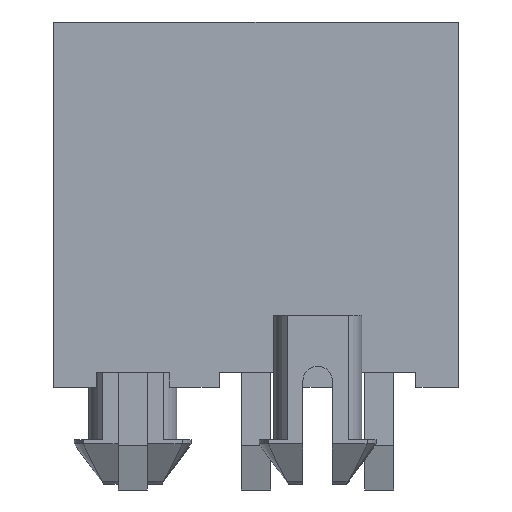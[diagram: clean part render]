
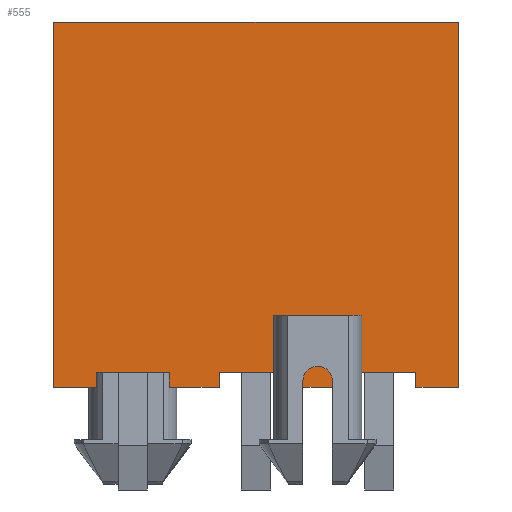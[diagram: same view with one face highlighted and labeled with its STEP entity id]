
A CAD part, front view. The second image highlights one B-rep face of the part: STEP entity #555.
In plain terms, the highlighted planar face has unit normal (0, -1, 0).
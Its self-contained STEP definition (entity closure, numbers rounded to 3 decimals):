
#48 = VERTEX_POINT('',#49);
#49 = CARTESIAN_POINT('',(-6.9,-3.575,12.45));
#55 = EDGE_CURVE('',#48,#56,#58,.T.);
#56 = VERTEX_POINT('',#57);
#57 = CARTESIAN_POINT('',(-6.9,-3.575,0.));
#58 = LINE('',#59,#60);
#59 = CARTESIAN_POINT('',(-6.9,-3.575,12.45));
#60 = VECTOR('',#61,1.);
#61 = DIRECTION('',(0.,0.,-1.));
#245 = VERTEX_POINT('',#246);
#246 = CARTESIAN_POINT('',(5.45,-3.575,0.));
#286 = VERTEX_POINT('',#287);
#287 = CARTESIAN_POINT('',(5.45,-3.575,0.5));
#293 = EDGE_CURVE('',#245,#286,#294,.T.);
#294 = LINE('',#295,#296);
#295 = CARTESIAN_POINT('',(5.45,-3.575,0.));
#296 = VECTOR('',#297,1.);
#297 = DIRECTION('',(0.,0.,1.));
#308 = EDGE_CURVE('',#309,#245,#311,.T.);
#309 = VERTEX_POINT('',#310);
#310 = CARTESIAN_POINT('',(6.9,-3.575,0.));
#311 = LINE('',#312,#313);
#312 = CARTESIAN_POINT('',(6.9,-3.575,0.));
#313 = VECTOR('',#314,1.);
#314 = DIRECTION('',(-1.,0.,0.));
#363 = VERTEX_POINT('',#364);
#364 = CARTESIAN_POINT('',(1.25,-3.575,0.));
#372 = EDGE_CURVE('',#373,#363,#375,.T.);
#373 = VERTEX_POINT('',#374);
#374 = CARTESIAN_POINT('',(2.95,-3.575,0.));
#375 = LINE('',#376,#377);
#376 = CARTESIAN_POINT('',(2.95,-3.575,0.));
#377 = VECTOR('',#378,1.);
#378 = DIRECTION('',(-1.,0.,0.));
#434 = VERTEX_POINT('',#435);
#435 = CARTESIAN_POINT('',(-5.45,-3.575,0.));
#450 = EDGE_CURVE('',#434,#56,#451,.T.);
#451 = LINE('',#452,#453);
#452 = CARTESIAN_POINT('',(-5.45,-3.575,0.));
#453 = VECTOR('',#454,1.);
#454 = DIRECTION('',(-1.,0.,0.));
#465 = VERTEX_POINT('',#466);
#466 = CARTESIAN_POINT('',(-2.95,-3.575,0.));
#474 = EDGE_CURVE('',#475,#465,#477,.T.);
#475 = VERTEX_POINT('',#476);
#476 = CARTESIAN_POINT('',(-1.25,-3.575,0.));
#477 = LINE('',#478,#479);
#478 = CARTESIAN_POINT('',(-1.25,-3.575,0.));
#479 = VECTOR('',#480,1.);
#480 = DIRECTION('',(-1.,0.,0.));
#555 = ADVANCED_FACE('',(#556,#636),#670,.T.);
#556 = FACE_BOUND('',#557,.F.);
#557 = EDGE_LOOP('',(#558,#566,#567,#568,#576,#582,#583,#584,#592,#598,
    #599,#607,#615,#621,#622,#630));
#558 = ORIENTED_EDGE('',*,*,#559,.F.);
#559 = EDGE_CURVE('',#434,#560,#562,.T.);
#560 = VERTEX_POINT('',#561);
#561 = CARTESIAN_POINT('',(-5.45,-3.575,0.5));
#562 = LINE('',#563,#564);
#563 = CARTESIAN_POINT('',(-5.45,-3.575,0.));
#564 = VECTOR('',#565,1.);
#565 = DIRECTION('',(0.,0.,1.));
#566 = ORIENTED_EDGE('',*,*,#450,.T.);
#567 = ORIENTED_EDGE('',*,*,#55,.F.);
#568 = ORIENTED_EDGE('',*,*,#569,.T.);
#569 = EDGE_CURVE('',#48,#570,#572,.T.);
#570 = VERTEX_POINT('',#571);
#571 = CARTESIAN_POINT('',(6.9,-3.575,12.45));
#572 = LINE('',#573,#574);
#573 = CARTESIAN_POINT('',(-6.9,-3.575,12.45));
#574 = VECTOR('',#575,1.);
#575 = DIRECTION('',(1.,0.,0.));
#576 = ORIENTED_EDGE('',*,*,#577,.T.);
#577 = EDGE_CURVE('',#570,#309,#578,.T.);
#578 = LINE('',#579,#580);
#579 = CARTESIAN_POINT('',(6.9,-3.575,12.45));
#580 = VECTOR('',#581,1.);
#581 = DIRECTION('',(0.,0.,-1.));
#582 = ORIENTED_EDGE('',*,*,#308,.T.);
#583 = ORIENTED_EDGE('',*,*,#293,.T.);
#584 = ORIENTED_EDGE('',*,*,#585,.T.);
#585 = EDGE_CURVE('',#286,#586,#588,.T.);
#586 = VERTEX_POINT('',#587);
#587 = CARTESIAN_POINT('',(2.95,-3.575,0.5));
#588 = LINE('',#589,#590);
#589 = CARTESIAN_POINT('',(5.45,-3.575,0.5));
#590 = VECTOR('',#591,1.);
#591 = DIRECTION('',(-1.,0.,0.));
#592 = ORIENTED_EDGE('',*,*,#593,.F.);
#593 = EDGE_CURVE('',#373,#586,#594,.T.);
#594 = LINE('',#595,#596);
#595 = CARTESIAN_POINT('',(2.95,-3.575,0.));
#596 = VECTOR('',#597,1.);
#597 = DIRECTION('',(0.,0.,1.));
#598 = ORIENTED_EDGE('',*,*,#372,.T.);
#599 = ORIENTED_EDGE('',*,*,#600,.T.);
#600 = EDGE_CURVE('',#363,#601,#603,.T.);
#601 = VERTEX_POINT('',#602);
#602 = CARTESIAN_POINT('',(1.25,-3.575,0.5));
#603 = LINE('',#604,#605);
#604 = CARTESIAN_POINT('',(1.25,-3.575,0.));
#605 = VECTOR('',#606,1.);
#606 = DIRECTION('',(0.,0.,1.));
#607 = ORIENTED_EDGE('',*,*,#608,.T.);
#608 = EDGE_CURVE('',#601,#609,#611,.T.);
#609 = VERTEX_POINT('',#610);
#610 = CARTESIAN_POINT('',(-1.25,-3.575,0.5));
#611 = LINE('',#612,#613);
#612 = CARTESIAN_POINT('',(1.25,-3.575,0.5));
#613 = VECTOR('',#614,1.);
#614 = DIRECTION('',(-1.,0.,0.));
#615 = ORIENTED_EDGE('',*,*,#616,.F.);
#616 = EDGE_CURVE('',#475,#609,#617,.T.);
#617 = LINE('',#618,#619);
#618 = CARTESIAN_POINT('',(-1.25,-3.575,0.));
#619 = VECTOR('',#620,1.);
#620 = DIRECTION('',(0.,0.,1.));
#621 = ORIENTED_EDGE('',*,*,#474,.T.);
#622 = ORIENTED_EDGE('',*,*,#623,.T.);
#623 = EDGE_CURVE('',#465,#624,#626,.T.);
#624 = VERTEX_POINT('',#625);
#625 = CARTESIAN_POINT('',(-2.95,-3.575,0.5));
#626 = LINE('',#627,#628);
#627 = CARTESIAN_POINT('',(-2.95,-3.575,0.));
#628 = VECTOR('',#629,1.);
#629 = DIRECTION('',(0.,0.,1.));
#630 = ORIENTED_EDGE('',*,*,#631,.T.);
#631 = EDGE_CURVE('',#624,#560,#632,.T.);
#632 = LINE('',#633,#634);
#633 = CARTESIAN_POINT('',(-2.95,-3.575,0.5));
#634 = VECTOR('',#635,1.);
#635 = DIRECTION('',(-1.,0.,0.));
#636 = FACE_BOUND('',#637,.F.);
#637 = EDGE_LOOP('',(#638,#648,#656,#664));
#638 = ORIENTED_EDGE('',*,*,#639,.T.);
#639 = EDGE_CURVE('',#640,#642,#644,.T.);
#640 = VERTEX_POINT('',#641);
#641 = CARTESIAN_POINT('',(0.85,-3.575,2.45));
#642 = VERTEX_POINT('',#643);
#643 = CARTESIAN_POINT('',(0.85,-3.575,0.72));
#644 = LINE('',#645,#646);
#645 = CARTESIAN_POINT('',(0.85,-3.575,2.45));
#646 = VECTOR('',#647,1.);
#647 = DIRECTION('',(0.,0.,-1.));
#648 = ORIENTED_EDGE('',*,*,#649,.T.);
#649 = EDGE_CURVE('',#642,#650,#652,.T.);
#650 = VERTEX_POINT('',#651);
#651 = CARTESIAN_POINT('',(3.35,-3.575,0.72));
#652 = LINE('',#653,#654);
#653 = CARTESIAN_POINT('',(0.85,-3.575,0.72));
#654 = VECTOR('',#655,1.);
#655 = DIRECTION('',(1.,0.,0.));
#656 = ORIENTED_EDGE('',*,*,#657,.F.);
#657 = EDGE_CURVE('',#658,#650,#660,.T.);
#658 = VERTEX_POINT('',#659);
#659 = CARTESIAN_POINT('',(3.35,-3.575,2.45));
#660 = LINE('',#661,#662);
#661 = CARTESIAN_POINT('',(3.35,-3.575,2.45));
#662 = VECTOR('',#663,1.);
#663 = DIRECTION('',(0.,0.,-1.));
#664 = ORIENTED_EDGE('',*,*,#665,.F.);
#665 = EDGE_CURVE('',#640,#658,#666,.T.);
#666 = LINE('',#667,#668);
#667 = CARTESIAN_POINT('',(0.85,-3.575,2.45));
#668 = VECTOR('',#669,1.);
#669 = DIRECTION('',(1.,0.,0.));
#670 = PLANE('',#671);
#671 = AXIS2_PLACEMENT_3D('',#672,#673,#674);
#672 = CARTESIAN_POINT('',(-6.9,-3.575,12.45));
#673 = DIRECTION('',(0.,-1.,0.));
#674 = DIRECTION('',(0.,0.,-1.));
